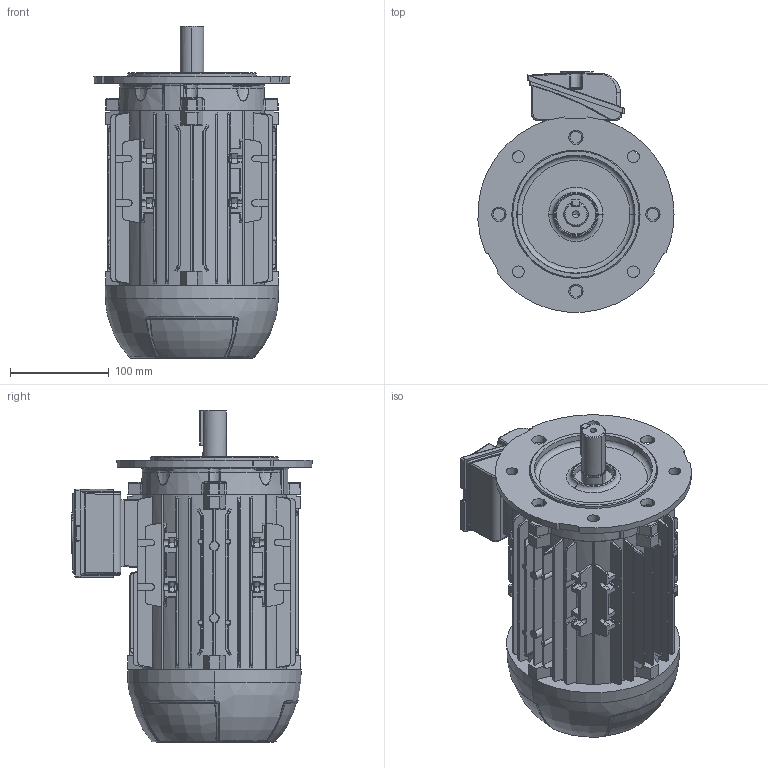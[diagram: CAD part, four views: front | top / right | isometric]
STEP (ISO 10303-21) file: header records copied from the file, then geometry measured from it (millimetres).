
FILE_DESCRIPTION (( 'STEP AP203' ), '1' );
FILE_NAME ('# IEC90 - B3T - L.STEP', '2022-05-26T14:05:13', ( '' ), ( '' ), 'SwSTEP 2.0', 'SolidWorks 2020', '' );
FILE_SCHEMA (( 'CONFIG_CONTROL_DESIGN' ));
Length unit declared in the file: millimetre
Products named in the file (14): 505142045_505142045; 105007077; 105007074_10.5007.074; IEC90_500014958teste_001; FF_50.5007.809; # IEC90 - B3T - L; 105007080_10.5007.080; IEC90_105032001teste_001_10.5032.018-8x7x36; TABELA ROTORES IEC90 4P AC180_50.5295.098 - �89,50; 105010010-6204 NSK_SKF - 6204 - 10,DE,NC,10_68; LLLLLLLLL_505007970- COM USINAGEM; 105010019-6205 NSK_DIN 625 - 6205 - 12,DE,NC,12_68; Eixo Padrão IEC90 IR3_50.5137.077_IR2; IEC90_500014957teste_001_10.5007.074
Assembly tree (8 placements, depth 3):
  105007077
  105007074_10.5007.074
  # IEC90 - B3T - L
    LLLLLLLLL_505007970- COM USINAGEM
    505142045_505142045
      Eixo Padrão IEC90 IR3_50.5137.077_IR2
    105007080_10.5007.080
    IEC90_105032001teste_001_10.5032.018-8x7x36
    FF_50.5007.809
    IEC90_500014957teste_001_10.5007.074
    IEC90_500014958teste_001
  TABELA ROTORES IEC90 4P AC180_50.5295.098 - �89,50
  105010010-6204 NSK_SKF - 6204 - 10,DE,NC,10_68
Bounding box: 198.67 x 243.46 x 336.4 mm (x, y, z)
Volume: 5799187.9 mm3; surface area: 478904.7 mm2
Topology: 7 solids, 7 shells, 1666 faces, 4404 edges, 2744 vertices
Faces by surface type: plane 737, cylinder 336, bspline 279, cone 150, torus 112, sphere 52
Entity records: 65150 total; most frequent: CARTESIAN_POINT 26364, ORIENTED_EDGE 8664, DIRECTION 6826, EDGE_CURVE 4332, VERTEX_POINT 2736, AXIS2_PLACEMENT_3D 2329, LINE 2168, VECTOR 2168
